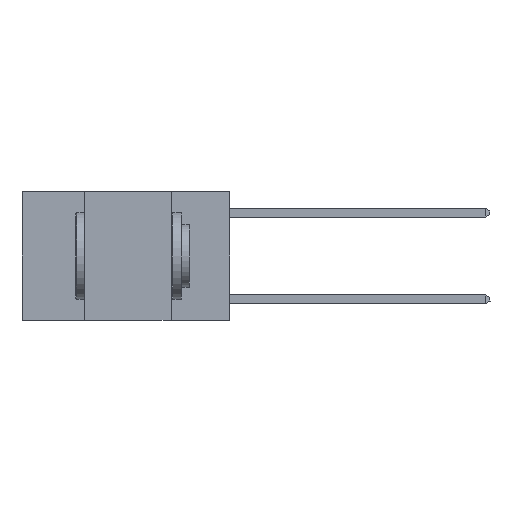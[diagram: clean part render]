
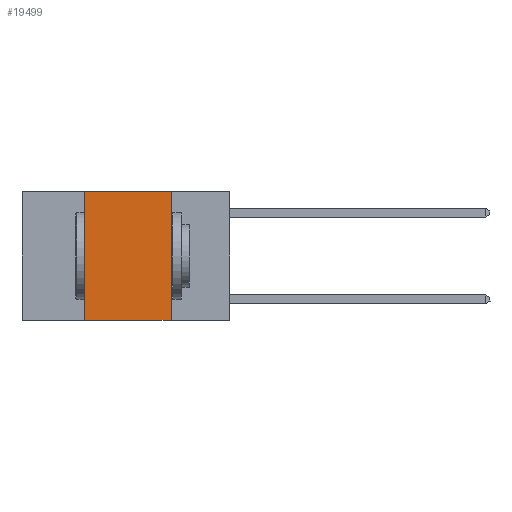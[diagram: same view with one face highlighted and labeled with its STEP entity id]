
A CAD part, left-side view. The second image highlights one B-rep face of the part: STEP entity #19499.
In plain terms, the highlighted planar face has unit normal (-1, 0, 0).
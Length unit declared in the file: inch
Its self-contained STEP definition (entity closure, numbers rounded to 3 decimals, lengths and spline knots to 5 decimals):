
#608 = DIRECTION ( 'NONE',  ( 0., 0., -1. ) ) ;
#1925 = CARTESIAN_POINT ( 'NONE',  ( 0., 0.6, -0.37 ) ) ;
#1961 = LINE ( 'NONE', #5758, #20352 ) ;
#3010 = PLANE ( 'NONE',  #10857 ) ;
#3938 = DIRECTION ( 'NONE',  ( 0., -1., 0. ) ) ;
#4131 = CARTESIAN_POINT ( 'NONE',  ( 0., 0.17, 0. ) ) ;
#4784 = DIRECTION ( 'NONE',  ( 1., 0., 0. ) ) ;
#5220 = DIRECTION ( 'NONE',  ( 0., 0., 1. ) ) ;
#5617 = ORIENTED_EDGE ( 'NONE', *, *, #10152, .F. ) ;
#5758 = CARTESIAN_POINT ( 'NONE',  ( 0., 0.6, 0. ) ) ;
#6214 = VERTEX_POINT ( 'NONE', #18924 ) ;
#7983 = VECTOR ( 'NONE', #608, 39.37008 ) ;
#9404 = CARTESIAN_POINT ( 'NONE',  ( 0., 0.42, 0. ) ) ;
#9542 = VERTEX_POINT ( 'NONE', #19871 ) ;
#10152 = EDGE_CURVE ( 'NONE', #21733, #9542, #1961, .T. ) ;
#10212 = VERTEX_POINT ( 'NONE', #14802 ) ;
#10857 = AXIS2_PLACEMENT_3D ( 'NONE', #13683, #4784, #17262 ) ;
#12643 = EDGE_LOOP ( 'NONE', ( #19280, #5617, #19831, #15651 ) ) ;
#13683 = CARTESIAN_POINT ( 'NONE',  ( 0., 0.6, 0. ) ) ;
#14802 = CARTESIAN_POINT ( 'NONE',  ( 0., 0.42, -0.37 ) ) ;
#15381 = FACE_OUTER_BOUND ( 'NONE', #12643, .T. ) ;
#15651 = ORIENTED_EDGE ( 'NONE', *, *, #21587, .T. ) ;
#16186 = DIRECTION ( 'NONE',  ( 0., -1., 0. ) ) ;
#16563 = EDGE_CURVE ( 'NONE', #10212, #21733, #22956, .T. ) ;
#17262 = DIRECTION ( 'NONE',  ( 0., 0., -1. ) ) ;
#17459 = LINE ( 'NONE', #4131, #7983 ) ;
#17503 = LINE ( 'NONE', #1925, #21643 ) ;
#17703 = CARTESIAN_POINT ( 'NONE',  ( 0., 0.42, 0. ) ) ;
#18294 = VECTOR ( 'NONE', #5220, 39.37008 ) ;
#18924 = CARTESIAN_POINT ( 'NONE',  ( 0., 0.17, -0.37 ) ) ;
#19280 = ORIENTED_EDGE ( 'NONE', *, *, #22462, .F. ) ;
#19499 = ADVANCED_FACE ( 'NONE', ( #15381 ), #3010, .F. ) ;
#19831 = ORIENTED_EDGE ( 'NONE', *, *, #16563, .F. ) ;
#19871 = CARTESIAN_POINT ( 'NONE',  ( 0., 0.17, 0. ) ) ;
#20352 = VECTOR ( 'NONE', #3938, 39.37008 ) ;
#21587 = EDGE_CURVE ( 'NONE', #10212, #6214, #17503, .T. ) ;
#21643 = VECTOR ( 'NONE', #16186, 39.37008 ) ;
#21733 = VERTEX_POINT ( 'NONE', #9404 ) ;
#22462 = EDGE_CURVE ( 'NONE', #9542, #6214, #17459, .T. ) ;
#22956 = LINE ( 'NONE', #17703, #18294 ) ;
